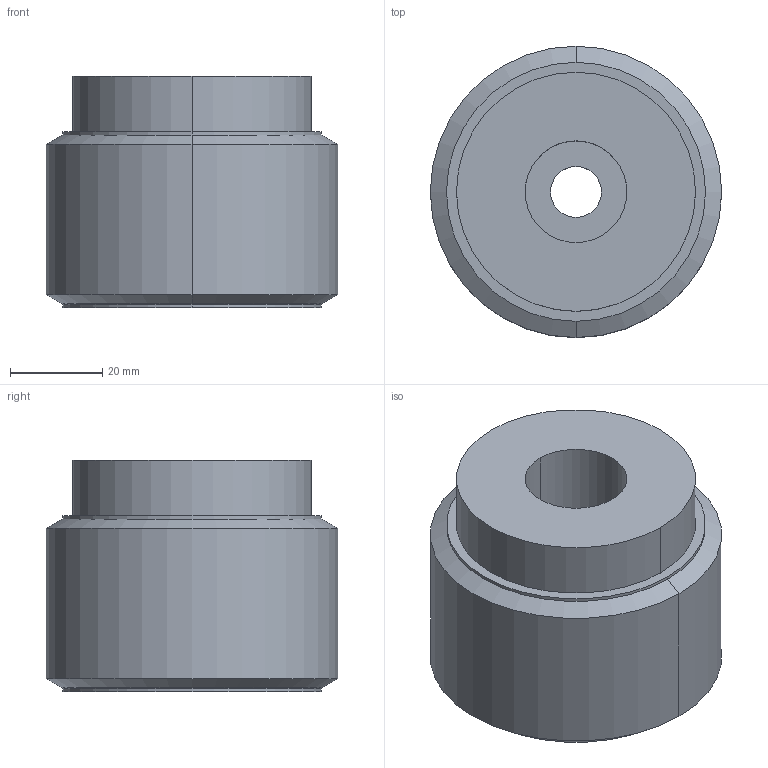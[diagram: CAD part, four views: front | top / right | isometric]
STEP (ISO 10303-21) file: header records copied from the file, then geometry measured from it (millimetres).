
FILE_DESCRIPTION((''),'2;1');
FILE_NAME('22Y3T063050F1R00','2015-11-18T',('vitt'),(''),'PRO/ENGINEER BY PARAMETRIC TECHNOLOGY CORPORATION, 2011490','PRO/ENGINEER BY PARAMETRIC TECHNOLOGY CORPORATION, 2011490','');
FILE_SCHEMA(('AUTOMOTIVE_DESIGN { 1 2 10303 214 0 1 1 1 }'));
Length unit declared in the file: millimetre
Products named in the file (3): NOCUT; CUT; 22Y3T063050F1R00
Assembly tree (2 placements, depth 2):
  22Y3T063050F1R00
    NOCUT
    CUT
Bounding box: 63 x 63 x 50 mm (x, y, z)
Volume: 166417.6 mm3; surface area: 30479.5 mm2
Topology: 2 solids, 2 shells, 34 faces, 70 edges, 44 vertices
Faces by surface type: cylinder 20, plane 6, cone 6, torus 2
Entity records: 1375 total; most frequent: DIRECTION 208, CARTESIAN_POINT 165, ORIENTED_EDGE 136, AXIS2_PLACEMENT_3D 90, PRESENTATION_STYLE_ASSIGNMENT 78, STYLED_ITEM 78, CURVE_STYLE 76, EDGE_CURVE 68
